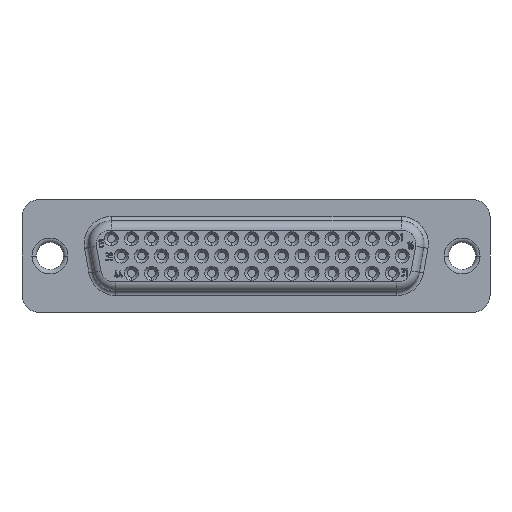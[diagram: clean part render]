
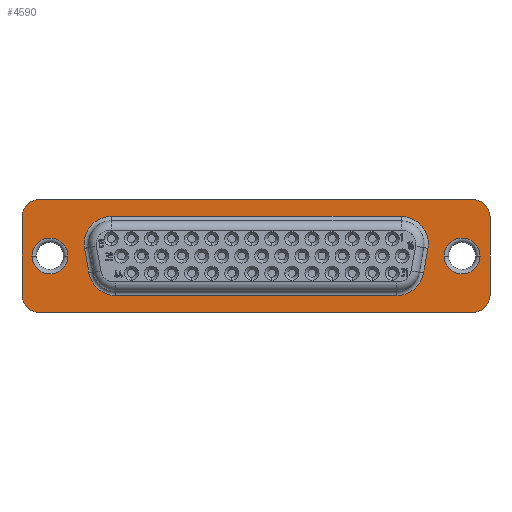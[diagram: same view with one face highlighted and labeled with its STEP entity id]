
A CAD part, front view. The second image highlights one B-rep face of the part: STEP entity #4590.
In plain terms, the highlighted face is planar.
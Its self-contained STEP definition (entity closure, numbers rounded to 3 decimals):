
#1070=CARTESIAN_POINT('',(-215.064,200.806,
0.56));
#1080=VERTEX_POINT('',#1070);
#1260=CARTESIAN_POINT('',(-217.884,200.308,
0.56));
#1270=VERTEX_POINT('',#1260);
#1300=CARTESIAN_POINT('',(-194.125,204.498,
0.56));
#1310=DIRECTION('',(-0.985,-0.174,0.));
#1320=VECTOR('',#1310,1.);
#1330=LINE('',#1300,#1320);
#1340=EDGE_CURVE('',#1080,#1270,#1330,.T.);
#2850=CARTESIAN_POINT('',(-216.595,199.822,
0.56));
#2860=DIRECTION('',(0.,0.,1.));
#2870=DIRECTION('',(-1.,0.,0.));
#2880=AXIS2_PLACEMENT_3D('',#2850,#2860,#2870);
#2890=PLANE('',#2880);
#2900=CARTESIAN_POINT('',(-215.936,157.717,0.56));
#2910=DIRECTION('',(0.,0.,1.));
#2920=DIRECTION('',(0.,1.,0.));
#2930=AXIS2_PLACEMENT_3D('',#2900,#2910,#2920);
#2940=CIRCLE('',#2930,2.05);
#2950=CARTESIAN_POINT('',(-217.986,157.717,0.56));
#2960=VERTEX_POINT('',#2950);
#2970=CARTESIAN_POINT('',(-215.936,155.667,0.56));
#2980=VERTEX_POINT('',#2970);
#2990=EDGE_CURVE('',#2960,#2980,#2940,.T.);
#3000=ORIENTED_EDGE('',*,*,#2990,.F.);
#3010=CARTESIAN_POINT('',(-215.936,159.767,0.56));
#3020=VERTEX_POINT('',#3010);
#3030=EDGE_CURVE('',#2980,#3020,#2940,.T.);
#3040=ORIENTED_EDGE('',*,*,#3030,.F.);
#3050=EDGE_CURVE('',#3020,#2960,#2940,.T.);
#3060=ORIENTED_EDGE('',*,*,#3050,.F.);
#3070=EDGE_LOOP('',(#3060,#3040,#3000));
#3080=FACE_BOUND('',#3070,.T.);
#3090=CARTESIAN_POINT('',(-215.936,204.757,0.56));
#3100=DIRECTION('',(0.,0.,1.));
#3110=DIRECTION('',(0.,1.,0.));
#3120=AXIS2_PLACEMENT_3D('',#3090,#3100,#3110);
#3130=CIRCLE('',#3120,2.05);
#3140=CARTESIAN_POINT('',(-217.986,204.757,0.56));
#3150=VERTEX_POINT('',#3140);
#3160=CARTESIAN_POINT('',(-215.936,202.707,0.56));
#3170=VERTEX_POINT('',#3160);
#3180=EDGE_CURVE('',#3150,#3170,#3130,.T.);
#3190=ORIENTED_EDGE('',*,*,#3180,.F.);
#3200=CARTESIAN_POINT('',(-215.936,206.807,0.56));
#3210=VERTEX_POINT('',#3200);
#3220=EDGE_CURVE('',#3170,#3210,#3130,.T.);
#3230=ORIENTED_EDGE('',*,*,#3220,.F.);
#3240=EDGE_CURVE('',#3210,#3150,#3130,.T.);
#3250=ORIENTED_EDGE('',*,*,#3240,.F.);
#3260=EDGE_LOOP('',(#3250,#3230,#3190));
#3270=FACE_BOUND('',#3260,.T.);
#3280=CARTESIAN_POINT('',(-214.526,164.662,0.56
));
#3290=DIRECTION('',(0.,0.,-1.));
#3300=DIRECTION('',(-1.,0.,0.));
#3310=AXIS2_PLACEMENT_3D('',#3280,#3290,#3300);
#3320=CIRCLE('',#3310,3.1);
#3330=CARTESIAN_POINT('',(-211.426,164.662,0.56
));
#3340=VERTEX_POINT('',#3330);
#3350=CARTESIAN_POINT('',(-215.064,161.609,
0.56));
#3360=VERTEX_POINT('',#3350);
#3370=EDGE_CURVE('',#3340,#3360,#3320,.T.);
#3380=ORIENTED_EDGE('',*,*,#3370,.T.);
#3390=CARTESIAN_POINT('',(-211.426,175.246,0.56
));
#3400=DIRECTION('',(0.,-1.,0.));
#3410=VECTOR('',#3400,1.);
#3420=LINE('',#3390,#3410);
#3430=CARTESIAN_POINT('',(-211.426,197.753,0.56
));
#3440=VERTEX_POINT('',#3430);
#3450=EDGE_CURVE('',#3440,#3340,#3420,.T.);
#3460=ORIENTED_EDGE('',*,*,#3450,.T.);
#3470=CARTESIAN_POINT('',(-214.526,197.753,0.56
));
#3480=DIRECTION('',(0.,0.,-1.));
#3490=DIRECTION('',(-1.,0.,0.));
#3500=AXIS2_PLACEMENT_3D('',#3470,#3480,#3490);
#3510=CIRCLE('',#3500,3.1);
#3520=EDGE_CURVE('',#1080,#3440,#3510,.T.);
#3530=ORIENTED_EDGE('',*,*,#3520,.T.);
#3540=ORIENTED_EDGE('',*,*,#1340,.F.);
#3550=CARTESIAN_POINT('',(-217.346,197.256,0.56))
;
#3560=DIRECTION('',(0.,0.,-1.));
#3570=DIRECTION('',(-1.,0.,0.));
#3580=AXIS2_PLACEMENT_3D('',#3550,#3560,#3570);
#3590=CIRCLE('',#3580,3.1);
#3600=CARTESIAN_POINT('',(-220.446,197.256,0.56))
;
#3610=VERTEX_POINT('',#3600);
#3620=EDGE_CURVE('',#3610,#1270,#3590,.T.);
#3630=ORIENTED_EDGE('',*,*,#3620,.T.);
#3640=CARTESIAN_POINT('',(-220.446,175.246,0.56
));
#3650=DIRECTION('',(0.,-1.,0.));
#3660=VECTOR('',#3650,1.);
#3670=LINE('',#3640,#3660);
#3680=CARTESIAN_POINT('',(-220.446,165.159,0.56))
;
#3690=VERTEX_POINT('',#3680);
#3700=EDGE_CURVE('',#3610,#3690,#3670,.T.);
#3710=ORIENTED_EDGE('',*,*,#3700,.F.);
#3720=CARTESIAN_POINT('',(-217.346,165.159,0.56))
;
#3730=DIRECTION('',(0.,0.,-1.));
#3740=DIRECTION('',(-1.,0.,0.));
#3750=AXIS2_PLACEMENT_3D('',#3720,#3730,#3740);
#3760=CIRCLE('',#3750,3.1);
#3770=CARTESIAN_POINT('',(-217.884,162.106,
0.56));
#3780=VERTEX_POINT('',#3770);
#3790=EDGE_CURVE('',#3780,#3690,#3760,.T.);
#3800=ORIENTED_EDGE('',*,*,#3790,.T.);
#3810=CARTESIAN_POINT('',(-194.125,157.917,
0.56));
#3820=DIRECTION('',(0.985,-0.174,0.));
#3830=VECTOR('',#3820,1.);
#3840=LINE('',#3810,#3830);
#3850=EDGE_CURVE('',#3780,#3360,#3840,.T.);
#3860=ORIENTED_EDGE('',*,*,#3850,.F.);
#3870=EDGE_LOOP('',(#3860,#3800,#3710,#3630,#3540,#3530,#3460,#3380));
#3880=FACE_BOUND('',#3870,.T.);
#3890=CARTESIAN_POINT('',(-220.401,205.947,0.56));
#3900=DIRECTION('',(0.,0.,1.));
#3910=DIRECTION('',(1.,0.,0.));
#3920=AXIS2_PLACEMENT_3D('',#3890,#3900,#3910);
#3930=CIRCLE('',#3920,2.);
#3940=CARTESIAN_POINT('',(-220.401,207.947,0.56));
#3950=VERTEX_POINT('',#3940);
#3960=CARTESIAN_POINT('',(-222.401,205.947,0.56));
#3970=VERTEX_POINT('',#3960);
#3980=EDGE_CURVE('',#3950,#3970,#3930,.T.);
#3990=ORIENTED_EDGE('',*,*,#3980,.T.);
#4000=CARTESIAN_POINT('',(-194.125,207.947,0.56
));
#4010=DIRECTION('',(1.,0.,0.));
#4020=VECTOR('',#4010,1.);
#4030=LINE('',#4000,#4020);
#4040=CARTESIAN_POINT('',(-211.471,207.947,0.56));
#4050=VERTEX_POINT('',#4040);
#4060=EDGE_CURVE('',#3950,#4050,#4030,.T.);
#4070=ORIENTED_EDGE('',*,*,#4060,.F.);
#4080=CARTESIAN_POINT('',(-211.471,205.947,0.56));
#4090=DIRECTION('',(0.,0.,-1.));
#4100=DIRECTION('',(-1.,0.,0.));
#4110=AXIS2_PLACEMENT_3D('',#4080,#4090,#4100);
#4120=CIRCLE('',#4110,2.);
#4130=CARTESIAN_POINT('',(-209.471,205.947,0.56));
#4140=VERTEX_POINT('',#4130);
#4150=EDGE_CURVE('',#4050,#4140,#4120,.T.);
#4160=ORIENTED_EDGE('',*,*,#4150,.F.);
#4170=CARTESIAN_POINT('',(-209.471,175.246,0.56
));
#4180=DIRECTION('',(0.,-1.,0.));
#4190=VECTOR('',#4180,1.);
#4200=LINE('',#4170,#4190);
#4210=CARTESIAN_POINT('',(-209.471,156.527,0.56));
#4220=VERTEX_POINT('',#4210);
#4230=EDGE_CURVE('',#4140,#4220,#4200,.T.);
#4240=ORIENTED_EDGE('',*,*,#4230,.F.);
#4250=CARTESIAN_POINT('',(-211.471,156.527,0.56));
#4260=DIRECTION('',(0.,0.,1.));
#4270=DIRECTION('',(1.,0.,0.));
#4280=AXIS2_PLACEMENT_3D('',#4250,#4260,#4270);
#4290=CIRCLE('',#4280,2.);
#4300=CARTESIAN_POINT('',(-211.471,154.527,0.56));
#4310=VERTEX_POINT('',#4300);
#4320=EDGE_CURVE('',#4310,#4220,#4290,.T.);
#4330=ORIENTED_EDGE('',*,*,#4320,.T.);
#4340=CARTESIAN_POINT('',(-194.125,154.527,0.56
));
#4350=DIRECTION('',(-1.,0.,0.));
#4360=VECTOR('',#4350,1.);
#4370=LINE('',#4340,#4360);
#4380=CARTESIAN_POINT('',(-220.401,154.527,0.56));
#4390=VERTEX_POINT('',#4380);
#4400=EDGE_CURVE('',#4310,#4390,#4370,.T.);
#4410=ORIENTED_EDGE('',*,*,#4400,.F.);
#4420=CARTESIAN_POINT('',(-220.401,156.527,0.56));
#4430=DIRECTION('',(0.,0.,-1.));
#4440=DIRECTION('',(-1.,0.,0.));
#4450=AXIS2_PLACEMENT_3D('',#4420,#4430,#4440);
#4460=CIRCLE('',#4450,2.);
#4470=CARTESIAN_POINT('',(-222.401,156.527,0.56));
#4480=VERTEX_POINT('',#4470);
#4490=EDGE_CURVE('',#4390,#4480,#4460,.T.);
#4500=ORIENTED_EDGE('',*,*,#4490,.F.);
#4510=CARTESIAN_POINT('',(-222.401,175.246,0.56
));
#4520=DIRECTION('',(0.,1.,0.));
#4530=VECTOR('',#4520,1.);
#4540=LINE('',#4510,#4530);
#4550=EDGE_CURVE('',#4480,#3970,#4540,.T.);
#4560=ORIENTED_EDGE('',*,*,#4550,.F.);
#4570=EDGE_LOOP('',(#4560,#4500,#4410,#4330,#4240,#4160,#4070,#3990));
#4580=FACE_OUTER_BOUND('',#4570,.T.);
#4590=ADVANCED_FACE('',(#3080,#3270,#3880,#4580),#2890,.T.);
